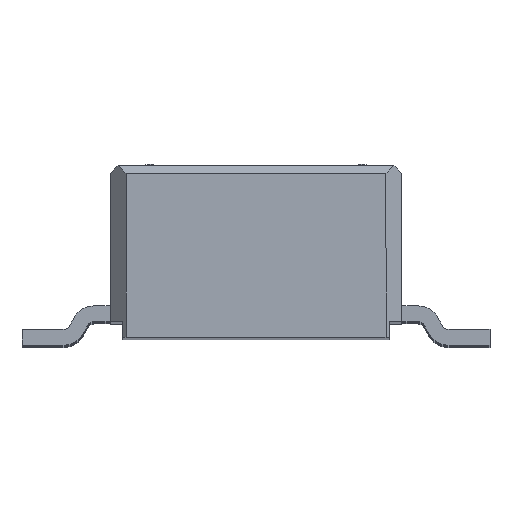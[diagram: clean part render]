
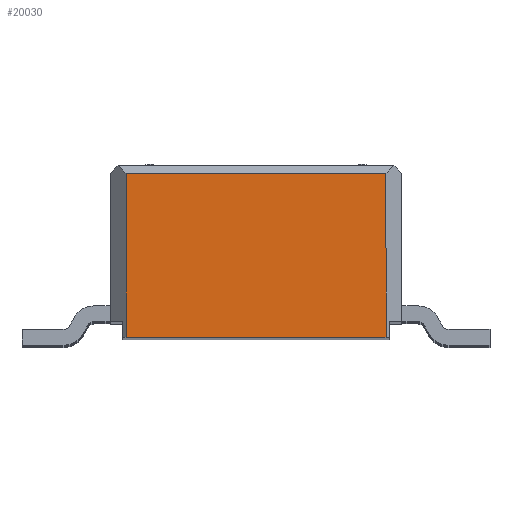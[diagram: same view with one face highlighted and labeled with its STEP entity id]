
A CAD part, top view. The second image highlights one B-rep face of the part: STEP entity #20030.
In plain terms, the highlighted planar face has unit normal (0, 0, 1).
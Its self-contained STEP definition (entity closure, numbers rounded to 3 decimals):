
#2350=FACE_OUTER_BOUND('',#3411,.T.);
#3411=EDGE_LOOP('',(#15517,#15518,#15519,#15520));
#5125=LINE('',#31015,#7308);
#5132=LINE('',#31046,#7315);
#5149=LINE('',#31125,#7332);
#5150=LINE('',#31126,#7333);
#7308=VECTOR('',#25060,1.);
#7315=VECTOR('',#25097,1.);
#7332=VECTOR('',#25156,1.);
#7333=VECTOR('',#25157,1.);
#9308=VERTEX_POINT('',#31012);
#9309=VERTEX_POINT('',#31014);
#9318=VERTEX_POINT('',#31045);
#9333=VERTEX_POINT('',#31124);
#11624=EDGE_CURVE('',#9308,#9309,#5125,.T.);
#11641=EDGE_CURVE('',#9308,#9318,#5132,.T.);
#11670=EDGE_CURVE('',#9333,#9318,#5149,.T.);
#11671=EDGE_CURVE('',#9309,#9333,#5150,.T.);
#15517=ORIENTED_EDGE('',*,*,#11641,.T.);
#15518=ORIENTED_EDGE('',*,*,#11670,.F.);
#15519=ORIENTED_EDGE('',*,*,#11671,.F.);
#15520=ORIENTED_EDGE('',*,*,#11624,.F.);
#19166=PLANE('',#21426);
#20030=ADVANCED_FACE('',(#2350),#19166,.T.);
#21426=AXIS2_PLACEMENT_3D('',#31123,#25154,#25155);
#25060=DIRECTION('',(-1.,0.,0.));
#25097=DIRECTION('',(0.,1.,0.));
#25154=DIRECTION('center_axis',(0.,0.,1.));
#25155=DIRECTION('ref_axis',(1.,0.,0.));
#25156=DIRECTION('',(1.,0.,0.));
#25157=DIRECTION('',(0.,1.,0.));
#31012=CARTESIAN_POINT('',(0.825,0.,4.76));
#31014=CARTESIAN_POINT('',(-0.825,0.,4.76));
#31015=CARTESIAN_POINT('',(0.855,0.,4.76));
#31045=CARTESIAN_POINT('',(0.825,1.04,4.76));
#31046=CARTESIAN_POINT('',(0.825,0.6,4.76));
#31123=CARTESIAN_POINT('Origin',(0.855,0.6,4.76));
#31124=CARTESIAN_POINT('',(-0.825,1.04,4.76));
#31125=CARTESIAN_POINT('',(0.855,1.04,4.76));
#31126=CARTESIAN_POINT('',(-0.825,0.6,4.76));
